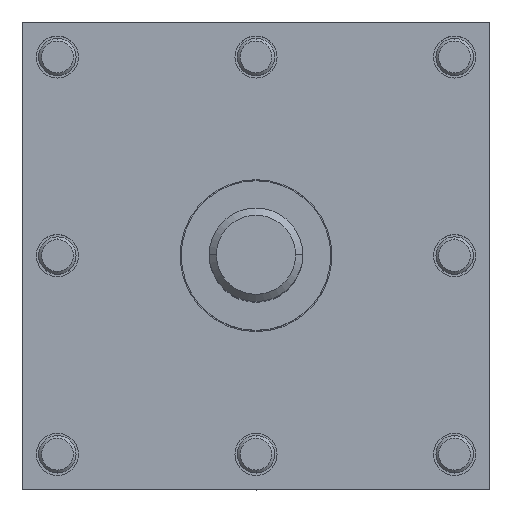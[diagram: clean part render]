
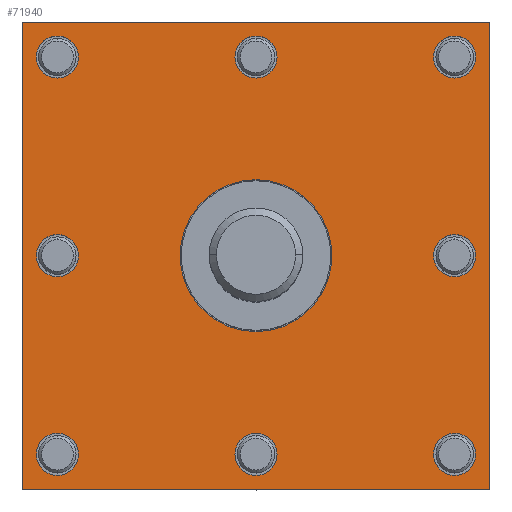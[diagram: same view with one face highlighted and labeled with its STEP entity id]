
A CAD part, top view. The second image highlights one B-rep face of the part: STEP entity #71940.
In plain terms, the highlighted planar face has unit normal (0, 0, 1).
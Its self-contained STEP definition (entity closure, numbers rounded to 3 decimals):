
#67200=CARTESIAN_POINT('',(-4.5,42.5,10.));
#67210=VERTEX_POINT('',#67200);
#67240=CARTESIAN_POINT('',(0.,42.5,10.));
#67250=DIRECTION('',(0.,0.,-1.));
#67260=DIRECTION('',(1.,0.,0.));
#67270=AXIS2_PLACEMENT_3D('',#67240,#67250,#67260);
#67280=CIRCLE('',#67270,4.5);
#67290=CARTESIAN_POINT('',(4.5,42.5,10.));
#67300=VERTEX_POINT('',#67290);
#67310=EDGE_CURVE('',#67210,#67300,#67280,.T.);
#67570=CARTESIAN_POINT('',(47.,0.,10.));
#67580=VERTEX_POINT('',#67570);
#67610=CARTESIAN_POINT('',(42.5,0.,10.));
#67620=DIRECTION('',(0.,0.,-1.));
#67630=DIRECTION('',(1.,0.,0.));
#67640=AXIS2_PLACEMENT_3D('',#67610,#67620,#67630);
#67650=CIRCLE('',#67640,4.5);
#67660=CARTESIAN_POINT('',(38.,0.,10.));
#67670=VERTEX_POINT('',#67660);
#67680=EDGE_CURVE('',#67580,#67670,#67650,.T.);
#68080=CARTESIAN_POINT('',(4.5,-42.5,10.));
#68090=VERTEX_POINT('',#68080);
#68120=CARTESIAN_POINT('',(0.,-42.5,10.));
#68130=DIRECTION('',(0.,0.,-1.));
#68140=DIRECTION('',(1.,0.,0.));
#68150=AXIS2_PLACEMENT_3D('',#68120,#68130,#68140);
#68160=CIRCLE('',#68150,4.5);
#68170=CARTESIAN_POINT('',(0.,-47.,10.));
#68180=VERTEX_POINT('',#68170);
#68190=EDGE_CURVE('',#68090,#68180,#68160,.T.);
#68210=CARTESIAN_POINT('',(-4.5,-42.5,10.));
#68220=VERTEX_POINT('',#68210);
#68230=EDGE_CURVE('',#68180,#68220,#68160,.T.);
#68490=CARTESIAN_POINT('',(-47.,0.,10.));
#68500=VERTEX_POINT('',#68490);
#68530=CARTESIAN_POINT('',(-42.5,0.,10.));
#68540=DIRECTION('',(0.,0.,-1.));
#68550=DIRECTION('',(1.,0.,0.));
#68560=AXIS2_PLACEMENT_3D('',#68530,#68540,#68550);
#68570=CIRCLE('',#68560,4.5);
#68580=CARTESIAN_POINT('',(-38.,0.,10.));
#68590=VERTEX_POINT('',#68580);
#68600=EDGE_CURVE('',#68500,#68590,#68570,.T.);
#69000=CARTESIAN_POINT('',(-47.,42.5,10.));
#69010=VERTEX_POINT('',#69000);
#69040=CARTESIAN_POINT('',(-42.5,42.5,10.));
#69050=DIRECTION('',(0.,0.,-1.));
#69060=DIRECTION('',(1.,0.,0.));
#69070=AXIS2_PLACEMENT_3D('',#69040,#69050,#69060);
#69080=CIRCLE('',#69070,4.5);
#69090=CARTESIAN_POINT('',(-38.,42.5,10.));
#69100=VERTEX_POINT('',#69090);
#69110=EDGE_CURVE('',#69010,#69100,#69080,.T.);
#69370=CARTESIAN_POINT('',(38.,42.5,10.));
#69380=VERTEX_POINT('',#69370);
#69410=CARTESIAN_POINT('',(42.5,42.5,10.));
#69420=DIRECTION('',(0.,0.,-1.));
#69430=DIRECTION('',(1.,0.,0.));
#69440=AXIS2_PLACEMENT_3D('',#69410,#69420,#69430);
#69450=CIRCLE('',#69440,4.5);
#69460=CARTESIAN_POINT('',(47.,42.5,10.));
#69470=VERTEX_POINT('',#69460);
#69480=EDGE_CURVE('',#69380,#69470,#69450,.T.);
#69880=CARTESIAN_POINT('',(47.,-42.5,10.));
#69890=VERTEX_POINT('',#69880);
#69920=CARTESIAN_POINT('',(42.5,-42.5,10.));
#69930=DIRECTION('',(0.,0.,-1.));
#69940=DIRECTION('',(1.,0.,0.));
#69950=AXIS2_PLACEMENT_3D('',#69920,#69930,#69940);
#69960=CIRCLE('',#69950,4.5);
#69970=CARTESIAN_POINT('',(38.,-42.5,10.));
#69980=VERTEX_POINT('',#69970);
#69990=EDGE_CURVE('',#69890,#69980,#69960,.T.);
#70250=CARTESIAN_POINT('',(-38.,-42.5,10.));
#70260=VERTEX_POINT('',#70250);
#70290=CARTESIAN_POINT('',(-42.5,-42.5,10.));
#70300=DIRECTION('',(0.,0.,-1.));
#70310=DIRECTION('',(1.,0.,0.));
#70320=AXIS2_PLACEMENT_3D('',#70290,#70300,#70310);
#70330=CIRCLE('',#70320,4.5);
#70340=CARTESIAN_POINT('',(-47.,-42.5,10.));
#70350=VERTEX_POINT('',#70340);
#70360=EDGE_CURVE('',#70260,#70350,#70330,.T.);
#70610=CARTESIAN_POINT('',(-50.,0.,10.));
#70620=DIRECTION('',(0.,-1.,0.));
#70630=VECTOR('',#70620,1.);
#70640=LINE('',#70610,#70630);
#70650=CARTESIAN_POINT('',(-50.,50.,10.));
#70660=VERTEX_POINT('',#70650);
#70670=CARTESIAN_POINT('',(-50.,-50.,10.));
#70680=VERTEX_POINT('',#70670);
#70690=EDGE_CURVE('',#70660,#70680,#70640,.T.);
#70960=CARTESIAN_POINT('',(-50.5,-50.5,10.));
#70970=DIRECTION('',(0.,0.,1.));
#70980=DIRECTION('',(1.,0.,0.));
#70990=AXIS2_PLACEMENT_3D('',#70960,#70970,#70980);
#71000=PLANE('',#70990);
#71010=ORIENTED_EDGE('',*,*,#67680,.T.);
#71020=EDGE_CURVE('',#67670,#67580,#67650,.T.);
#71030=ORIENTED_EDGE('',*,*,#71020,.T.);
#71040=EDGE_LOOP('',(#71030,#71010));
#71050=FACE_BOUND('',#71040,.T.);
#71060=EDGE_CURVE('',#68220,#68090,#68160,.T.);
#71070=ORIENTED_EDGE('',*,*,#71060,.T.);
#71080=ORIENTED_EDGE('',*,*,#68230,.T.);
#71090=ORIENTED_EDGE('',*,*,#68190,.T.);
#71100=EDGE_LOOP('',(#71090,#71080,#71070));
#71110=FACE_BOUND('',#71100,.T.);
#71120=EDGE_CURVE('',#68590,#68500,#68570,.T.);
#71130=ORIENTED_EDGE('',*,*,#71120,.T.);
#71140=ORIENTED_EDGE('',*,*,#68600,.T.);
#71150=EDGE_LOOP('',(#71140,#71130));
#71160=FACE_BOUND('',#71150,.T.);
#71170=ORIENTED_EDGE('',*,*,#69110,.T.);
#71180=CARTESIAN_POINT('',(-42.5,38.,10.));
#71190=VERTEX_POINT('',#71180);
#71200=EDGE_CURVE('',#71190,#69010,#69080,.T.);
#71210=ORIENTED_EDGE('',*,*,#71200,.T.);
#71220=EDGE_CURVE('',#69100,#71190,#69080,.T.);
#71230=ORIENTED_EDGE('',*,*,#71220,.T.);
#71240=EDGE_LOOP('',(#71230,#71210,#71170));
#71250=FACE_BOUND('',#71240,.T.);
#71260=EDGE_CURVE('',#69470,#69380,#69450,.T.);
#71270=ORIENTED_EDGE('',*,*,#71260,.T.);
#71280=ORIENTED_EDGE('',*,*,#69480,.T.);
#71290=EDGE_LOOP('',(#71280,#71270));
#71300=FACE_BOUND('',#71290,.T.);
#71310=ORIENTED_EDGE('',*,*,#69990,.T.);
#71320=CARTESIAN_POINT('',(42.5,-38.,10.));
#71330=VERTEX_POINT('',#71320);
#71340=EDGE_CURVE('',#71330,#69890,#69960,.T.);
#71350=ORIENTED_EDGE('',*,*,#71340,.T.);
#71360=EDGE_CURVE('',#69980,#71330,#69960,.T.);
#71370=ORIENTED_EDGE('',*,*,#71360,.T.);
#71380=EDGE_LOOP('',(#71370,#71350,#71310));
#71390=FACE_BOUND('',#71380,.T.);
#71400=ORIENTED_EDGE('',*,*,#70360,.T.);
#71410=EDGE_CURVE('',#70350,#70260,#70330,.T.);
#71420=ORIENTED_EDGE('',*,*,#71410,.T.);
#71430=EDGE_LOOP('',(#71420,#71400));
#71440=FACE_BOUND('',#71430,.T.);
#71450=CARTESIAN_POINT('',(0.,0.,10.));
#71460=DIRECTION('',(0.,0.,-1.));
#71470=DIRECTION('',(-1.,0.,0.));
#71480=AXIS2_PLACEMENT_3D('',#71450,#71460,#71470);
#71490=CIRCLE('',#71480,16.25);
#71500=CARTESIAN_POINT('',(-16.25,0.,10.));
#71510=VERTEX_POINT('',#71500);
#71520=CARTESIAN_POINT('',(16.25,0.,10.));
#71530=VERTEX_POINT('',#71520);
#71540=EDGE_CURVE('',#71510,#71530,#71490,.T.);
#71550=ORIENTED_EDGE('',*,*,#71540,.T.);
#71560=EDGE_CURVE('',#71530,#71510,#71490,.T.);
#71570=ORIENTED_EDGE('',*,*,#71560,.T.);
#71580=EDGE_LOOP('',(#71570,#71550));
#71590=FACE_BOUND('',#71580,.T.);
#71600=ORIENTED_EDGE('',*,*,#67310,.T.);
#71610=CARTESIAN_POINT('',(0.,38.,10.));
#71620=VERTEX_POINT('',#71610);
#71630=EDGE_CURVE('',#71620,#67210,#67280,.T.);
#71640=ORIENTED_EDGE('',*,*,#71630,.T.);
#71650=EDGE_CURVE('',#67300,#71620,#67280,.T.);
#71660=ORIENTED_EDGE('',*,*,#71650,.T.);
#71670=EDGE_LOOP('',(#71660,#71640,#71600));
#71680=FACE_BOUND('',#71670,.T.);
#71690=CARTESIAN_POINT('',(0.,-50.,10.));
#71700=DIRECTION('',(1.,0.,0.));
#71710=VECTOR('',#71700,1.);
#71720=LINE('',#71690,#71710);
#71730=CARTESIAN_POINT('',(50.,-50.,10.));
#71740=VERTEX_POINT('',#71730);
#71750=EDGE_CURVE('',#70680,#71740,#71720,.T.);
#71760=ORIENTED_EDGE('',*,*,#71750,.T.);
#71770=ORIENTED_EDGE('',*,*,#70690,.T.);
#71780=CARTESIAN_POINT('',(0.,50.,10.));
#71790=DIRECTION('',(-1.,0.,0.));
#71800=VECTOR('',#71790,1.);
#71810=LINE('',#71780,#71800);
#71820=CARTESIAN_POINT('',(50.,50.,10.));
#71830=VERTEX_POINT('',#71820);
#71840=EDGE_CURVE('',#71830,#70660,#71810,.T.);
#71850=ORIENTED_EDGE('',*,*,#71840,.T.);
#71860=CARTESIAN_POINT('',(50.,0.,10.));
#71870=DIRECTION('',(0.,1.,0.));
#71880=VECTOR('',#71870,1.);
#71890=LINE('',#71860,#71880);
#71900=EDGE_CURVE('',#71740,#71830,#71890,.T.);
#71910=ORIENTED_EDGE('',*,*,#71900,.T.);
#71920=EDGE_LOOP('',(#71910,#71850,#71770,#71760));
#71930=FACE_OUTER_BOUND('',#71920,.T.);
#71940=ADVANCED_FACE('',(#71050,#71110,#71160,#71250,#71300,#71390,
#71440,#71590,#71680,#71930),#71000,.T.);
